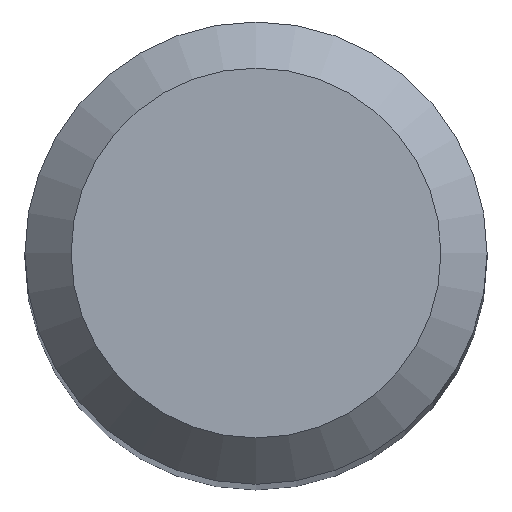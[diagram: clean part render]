
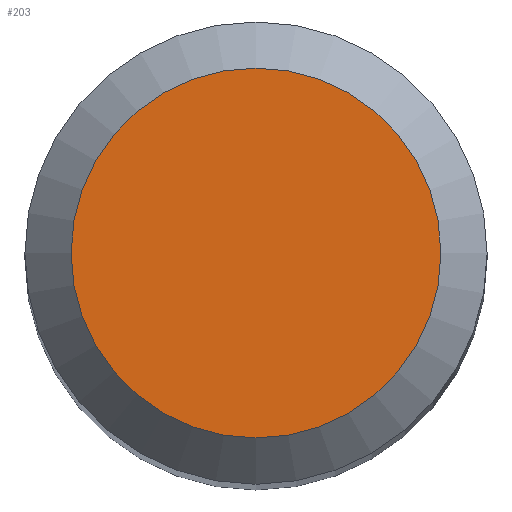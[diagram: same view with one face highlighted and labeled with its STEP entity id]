
A CAD part, top view. The second image highlights one B-rep face of the part: STEP entity #203.
In plain terms, the highlighted planar face has unit normal (0, 0, 1).
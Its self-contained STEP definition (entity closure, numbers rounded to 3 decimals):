
#8 = DIRECTION ( 'NONE',  ( 0., 1., 0. ) ) ;
#13 = AXIS2_PLACEMENT_3D ( 'NONE', #128, #18, #8 ) ;
#18 = DIRECTION ( 'NONE',  ( 0., 0., -1. ) ) ;
#23 = VERTEX_POINT ( 'NONE', #137 ) ;
#62 = CARTESIAN_POINT ( 'NONE',  ( 0., 0., 38. ) ) ;
#78 = DIRECTION ( 'NONE',  ( 0., 1., 0. ) ) ;
#97 = ORIENTED_EDGE ( 'NONE', *, *, #205, .F. ) ;
#98 = PLANE ( 'NONE',  #136 ) ;
#128 = CARTESIAN_POINT ( 'NONE',  ( 0., 0., 38. ) ) ;
#136 = AXIS2_PLACEMENT_3D ( 'NONE', #62, #165, #78 ) ;
#137 = CARTESIAN_POINT ( 'NONE',  ( 0., 1.2, 38. ) ) ;
#148 = FACE_OUTER_BOUND ( 'NONE', #218, .T. ) ;
#165 = DIRECTION ( 'NONE',  ( 0., 0., -1. ) ) ;
#190 = CIRCLE ( 'NONE', #13, 1.2 ) ;
#203 = ADVANCED_FACE ( 'NONE', ( #148 ), #98, .F. ) ;
#205 = EDGE_CURVE ( 'NONE', #23, #23, #190, .T. ) ;
#218 = EDGE_LOOP ( 'NONE', ( #97 ) ) ;
